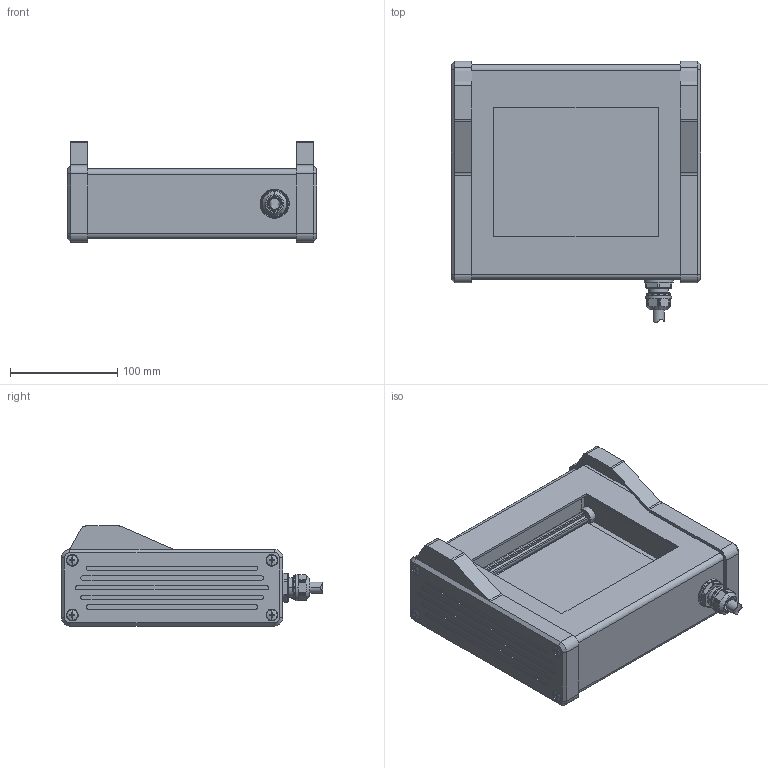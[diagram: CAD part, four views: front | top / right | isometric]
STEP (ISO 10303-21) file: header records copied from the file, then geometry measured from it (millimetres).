
FILE_DESCRIPTION (( 'STEP AP203' ), '1' );
FILE_NAME ('C2C-502G-STP.step', '2025-06-25T02:07:24', ( '' ), ( '' ), 'SwSTEP 2.0', 'SolidWorks 2020', '' );
FILE_SCHEMA (( 'CONFIG_CONTROL_DESIGN' ));
Length unit declared in the file: millimetre
Products named in the file (1): C2C-502G-STP
Bounding box: 232 x 243.61 x 93.25 mm (x, y, z)
Volume: 464127.9 mm3; surface area: 296632.3 mm2
Topology: 2 solids, 3 shells, 810 faces, 2188 edges, 1420 vertices
Faces by surface type: plane 376, cylinder 252, bspline 95, cone 71, sphere 16
Entity records: 30311 total; most frequent: CARTESIAN_POINT 10283, ORIENTED_EDGE 4376, DIRECTION 4022, EDGE_CURVE 2188, AXIS2_PLACEMENT_3D 1472, VERTEX_POINT 1420, LINE 1078, VECTOR 1078
